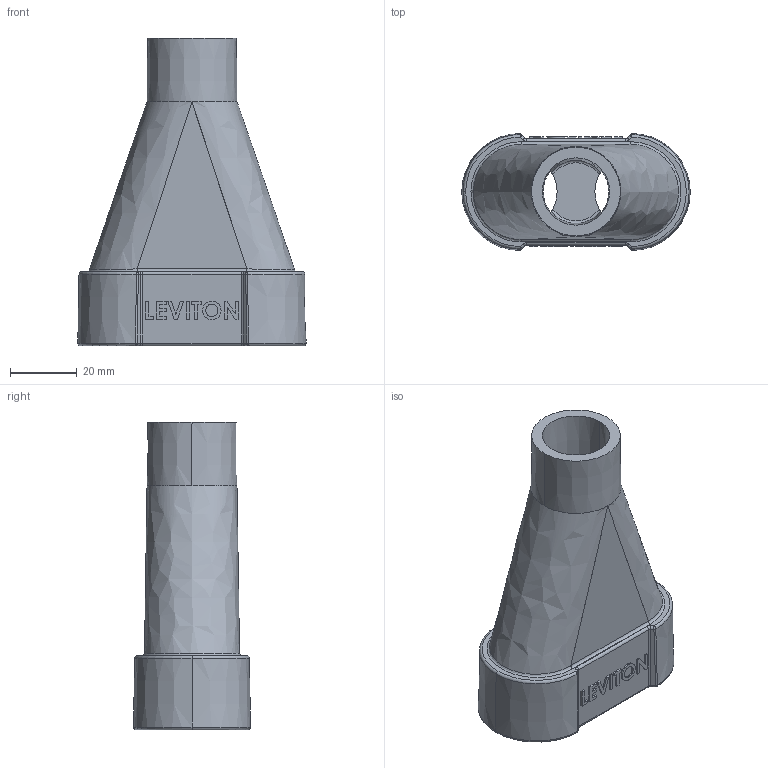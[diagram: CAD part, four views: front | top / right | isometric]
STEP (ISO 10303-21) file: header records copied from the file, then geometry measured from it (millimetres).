
FILE_DESCRIPTION (( 'STEP AP214' ), '1' );
FILE_NAME ('BAB1839-M01-FBYAD.STEP', '2018-10-05T02:02:17', ( '' ), ( '' ), 'SwSTEP 2.0', 'SolidWorks 2017', '' );
FILE_SCHEMA (( 'AUTOMOTIVE_DESIGN' ));
Length unit declared in the file: inch
Products named in the file (1): BAB1839-M01-FBYAD
Bounding box: 68.38 x 35.03 x 92.08 mm (x, y, z)
Volume: 46243.2 mm3; surface area: 25293.2 mm2
Topology: 1 solids, 1 shells, 320 faces, 788 edges, 482 vertices
Faces by surface type: plane 132, bspline 62, torus 55, cylinder 30, cone 27, sphere 14
Entity records: 13545 total; most frequent: CARTESIAN_POINT 6311, ORIENTED_EDGE 1560, DIRECTION 1399, EDGE_CURVE 780, AXIS2_PLACEMENT_3D 504, VERTEX_POINT 482, LINE 391, VECTOR 391
